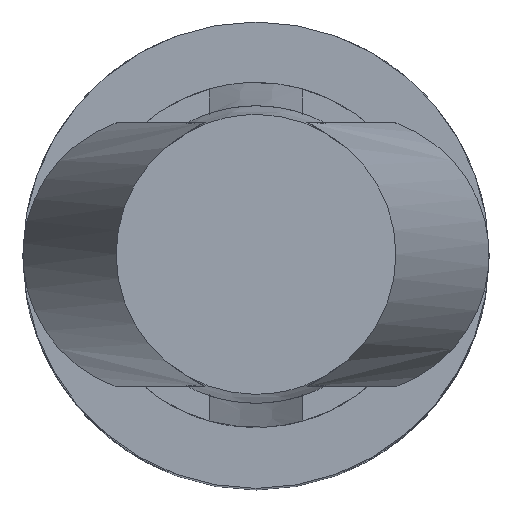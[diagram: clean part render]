
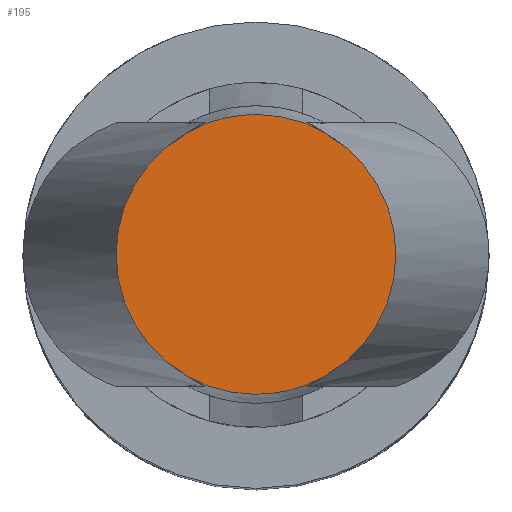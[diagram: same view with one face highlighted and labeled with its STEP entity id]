
A CAD part, top view. The second image highlights one B-rep face of the part: STEP entity #195.
In plain terms, the highlighted planar face has unit normal (0, 0, 1).
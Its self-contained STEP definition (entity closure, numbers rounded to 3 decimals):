
#195 = ADVANCED_FACE( '', ( #414 ), #415, .T. );
#414 = FACE_OUTER_BOUND( '', #739, .T. );
#415 = PLANE( '', #740 );
#739 = EDGE_LOOP( '', ( #1276, #1277, #1278, #1279, #1280, #1281, #1282, #1283 ) );
#740 = AXIS2_PLACEMENT_3D( '', #1284, #1285, #1286 );
#1276 = ORIENTED_EDGE( '', *, *, #1656, .F. );
#1277 = ORIENTED_EDGE( '', *, *, #1655, .T. );
#1278 = ORIENTED_EDGE( '', *, *, #1654, .F. );
#1279 = ORIENTED_EDGE( '', *, *, #1678, .F. );
#1280 = ORIENTED_EDGE( '', *, *, #1562, .F. );
#1281 = ORIENTED_EDGE( '', *, *, #1561, .T. );
#1282 = ORIENTED_EDGE( '', *, *, #1560, .F. );
#1283 = ORIENTED_EDGE( '', *, *, #1698, .T. );
#1284 = CARTESIAN_POINT( '', ( 0., 0., 9.9 ) );
#1285 = DIRECTION( '', ( 0., 0., 1. ) );
#1286 = DIRECTION( '', ( 1., 0., 0. ) );
#1560 = EDGE_CURVE( '', #1883, #1885, #1886, .T. );
#1561 = EDGE_CURVE( '', #1887, #1885, #1888, .T. );
#1562 = EDGE_CURVE( '', #1887, #1889, #1890, .T. );
#1654 = EDGE_CURVE( '', #2016, #2018, #2019, .T. );
#1655 = EDGE_CURVE( '', #2020, #2018, #2021, .T. );
#1656 = EDGE_CURVE( '', #2020, #2022, #2023, .T. );
#1678 = EDGE_CURVE( '', #1889, #2016, #2054, .T. );
#1698 = EDGE_CURVE( '', #1883, #2022, #2078, .F. );
#1883 = VERTEX_POINT( '', #2378 );
#1885 = VERTEX_POINT( '', #2386 );
#1886 = CIRCLE( '', #2387, 1.5 );
#1887 = VERTEX_POINT( '', #2388 );
#1888 = B_SPLINE_CURVE_WITH_KNOTS( '', 2, ( #2389, #2390, #2391, #2392, #2393 ), .UNSPECIFIED., .F., .F., ( 3, 2, 3 ), ( 0., 0.5, 1. ), .UNSPECIFIED. );
#1889 = VERTEX_POINT( '', #2394 );
#1890 = CIRCLE( '', #2395, 1.5 );
#2016 = VERTEX_POINT( '', #2594 );
#2018 = VERTEX_POINT( '', #2602 );
#2019 = CIRCLE( '', #2603, 1.5 );
#2020 = VERTEX_POINT( '', #2604 );
#2021 = B_SPLINE_CURVE_WITH_KNOTS( '', 2, ( #2605, #2606, #2607, #2608, #2609 ), .UNSPECIFIED., .F., .F., ( 3, 2, 3 ), ( 0., 0.5, 1. ), .UNSPECIFIED. );
#2022 = VERTEX_POINT( '', #2610 );
#2023 = CIRCLE( '', #2611, 1.5 );
#2054 = CIRCLE( '', #2663, 1.5 );
#2078 = CIRCLE( '', #2694, 1.5 );
#2378 = CARTESIAN_POINT( '', ( -0.525, 1.405, 9.9 ) );
#2386 = CARTESIAN_POINT( '', ( -0.5, 1.414, 9.9 ) );
#2387 = AXIS2_PLACEMENT_3D( '', #2845, #2846, #2847 );
#2388 = CARTESIAN_POINT( '', ( 0.5, 1.414, 9.9 ) );
#2389 = CARTESIAN_POINT( '', ( 0.5, 1.414, 9.9 ) );
#2390 = CARTESIAN_POINT( '', ( 0.258, 1.5, 9.9 ) );
#2391 = CARTESIAN_POINT( '', ( 0., 1.5, 9.9 ) );
#2392 = CARTESIAN_POINT( '', ( -0.257, 1.5, 9.9 ) );
#2393 = CARTESIAN_POINT( '', ( -0.5, 1.414, 9.9 ) );
#2394 = CARTESIAN_POINT( '', ( 0.525, 1.405, 9.9 ) );
#2395 = AXIS2_PLACEMENT_3D( '', #2848, #2849, #2850 );
#2594 = CARTESIAN_POINT( '', ( 0.525, -1.405, 9.9 ) );
#2602 = CARTESIAN_POINT( '', ( 0.5, -1.414, 9.9 ) );
#2603 = AXIS2_PLACEMENT_3D( '', #2946, #2947, #2948 );
#2604 = CARTESIAN_POINT( '', ( -0.5, -1.414, 9.9 ) );
#2605 = CARTESIAN_POINT( '', ( -0.5, -1.414, 9.9 ) );
#2606 = CARTESIAN_POINT( '', ( -0.258, -1.5, 9.9 ) );
#2607 = CARTESIAN_POINT( '', ( 0., -1.5, 9.9 ) );
#2608 = CARTESIAN_POINT( '', ( 0.257, -1.5, 9.9 ) );
#2609 = CARTESIAN_POINT( '', ( 0.5, -1.414, 9.9 ) );
#2610 = CARTESIAN_POINT( '', ( -0.525, -1.405, 9.9 ) );
#2611 = AXIS2_PLACEMENT_3D( '', #2949, #2950, #2951 );
#2663 = AXIS2_PLACEMENT_3D( '', #2967, #2968, #2969 );
#2694 = AXIS2_PLACEMENT_3D( '', #2986, #2987, #2988 );
#2845 = CARTESIAN_POINT( '', ( 0., 0., 9.9 ) );
#2846 = DIRECTION( '', ( 0., 0., -1. ) );
#2847 = DIRECTION( '', ( 0., 1., 0. ) );
#2848 = CARTESIAN_POINT( '', ( 0., 0., 9.9 ) );
#2849 = DIRECTION( '', ( 0., 0., -1. ) );
#2850 = DIRECTION( '', ( 0., 1., 0. ) );
#2946 = CARTESIAN_POINT( '', ( 0., 0., 9.9 ) );
#2947 = DIRECTION( '', ( 0., 0., -1. ) );
#2948 = DIRECTION( '', ( 0., 1., 0. ) );
#2949 = CARTESIAN_POINT( '', ( 0., 0., 9.9 ) );
#2950 = DIRECTION( '', ( 0., 0., -1. ) );
#2951 = DIRECTION( '', ( 0., 1., 0. ) );
#2967 = CARTESIAN_POINT( '', ( 0., 0., 9.9 ) );
#2968 = DIRECTION( '', ( 0., 0., -1. ) );
#2969 = DIRECTION( '', ( 0., 1., 0. ) );
#2986 = CARTESIAN_POINT( '', ( 0., 0., 9.9 ) );
#2987 = DIRECTION( '', ( 0., 0., -1. ) );
#2988 = DIRECTION( '', ( 1., 0., 0. ) );
